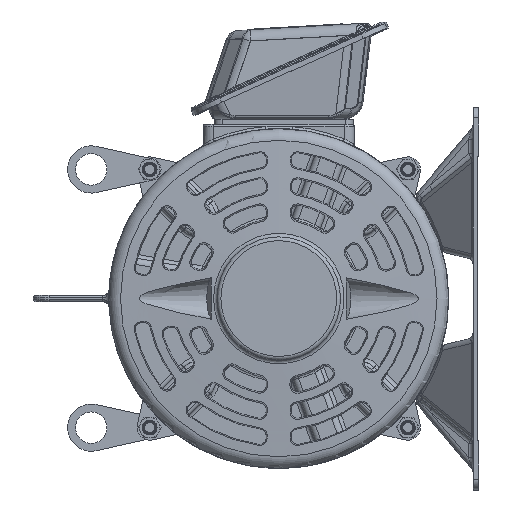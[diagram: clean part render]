
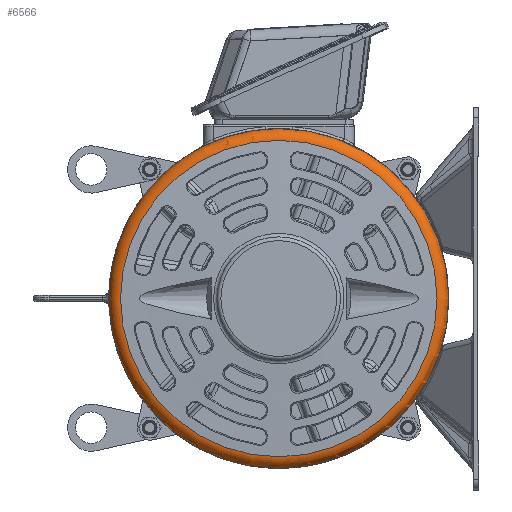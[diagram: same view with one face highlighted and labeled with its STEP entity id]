
A CAD part, left-side view. The second image highlights one B-rep face of the part: STEP entity #6566.
In plain terms, the highlighted toroidal (fillet/blend) face has major radius 125 mm and minor radius 10 mm.
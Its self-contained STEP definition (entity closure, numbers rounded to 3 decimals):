
#175=TOROIDAL_SURFACE('',#39826,125.,10.);
#4087=FACE_BOUND('',#11561,.T.);
#4088=FACE_BOUND('',#11562,.T.);
#4705=CIRCLE('',#39108,135.);
#4976=CIRCLE('',#39452,125.698);
#6566=ADVANCED_FACE('',(#4087,#4088),#175,.T.);
#11561=EDGE_LOOP('',(#16631));
#11562=EDGE_LOOP('',(#16632));
#16631=ORIENTED_EDGE('',*,*,#29558,.F.);
#16632=ORIENTED_EDGE('',*,*,#29087,.F.);
#25255=VERTEX_POINT('',#53538);
#25658=VERTEX_POINT('',#54937);
#29087=EDGE_CURVE('',#25255,#25255,#4705,.T.);
#29558=EDGE_CURVE('',#25658,#25658,#4976,.T.);
#39108=AXIS2_PLACEMENT_3D('',#53537,#43251,#43252);
#39452=AXIS2_PLACEMENT_3D('',#54936,#44071,#44072);
#39826=AXIS2_PLACEMENT_3D('',#56735,#45119,#45120);
#43251=DIRECTION('',(1.,0.,0.));
#43252=DIRECTION('',(0.,0.,1.));
#44071=DIRECTION('',(-1.,0.,0.));
#44072=DIRECTION('',(0.,0.,1.));
#45119=DIRECTION('',(-1.,0.,0.));
#45120=DIRECTION('',(0.,0.,-1.));
#53537=CARTESIAN_POINT('',(-205.324,0.,0.));
#53538=CARTESIAN_POINT('',(-205.324,0.,135.));
#54936=CARTESIAN_POINT('',(-215.3,0.,0.));
#54937=CARTESIAN_POINT('',(-215.3,0.,125.698));
#56735=CARTESIAN_POINT('',(-205.324,0.,0.));
